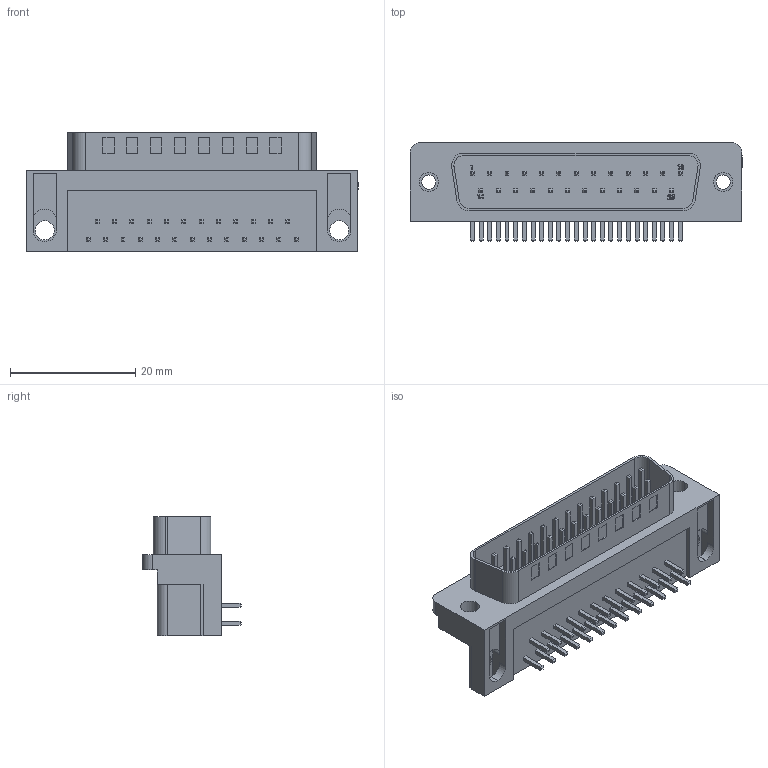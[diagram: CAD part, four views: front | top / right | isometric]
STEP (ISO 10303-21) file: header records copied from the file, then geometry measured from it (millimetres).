
FILE_DESCRIPTION (( 'STEP AP203' ), '1' );
FILE_NAME ('182-025-113.STEP', '2007-01-28T00:16:14', ( 'Tom Plaven' ), ( 'Anapro Tech' ), 'SwSTEP 2.0', 'SolidWorks 2002349', '' );
FILE_SCHEMA (( 'CONFIG_CONTROL_DESIGN' ));
Length unit declared in the file: inch
Products named in the file (1): 182-025-113
Bounding box: 53.04 x 15.72 x 19.15 mm (x, y, z)
Volume: 6304.4 mm3; surface area: 5071.1 mm2
Topology: 1 solids, 1 shells, 700 faces, 1666 edges, 1044 vertices
Faces by surface type: plane 639, cylinder 34, bspline 27
Entity records: 21937 total; most frequent: CARTESIAN_POINT 5856, ORIENTED_EDGE 3332, DIRECTION 3028, EDGE_CURVE 1666, VECTOR 1544, LINE 1544, VERTEX_POINT 1044, EDGE_LOOP 788
